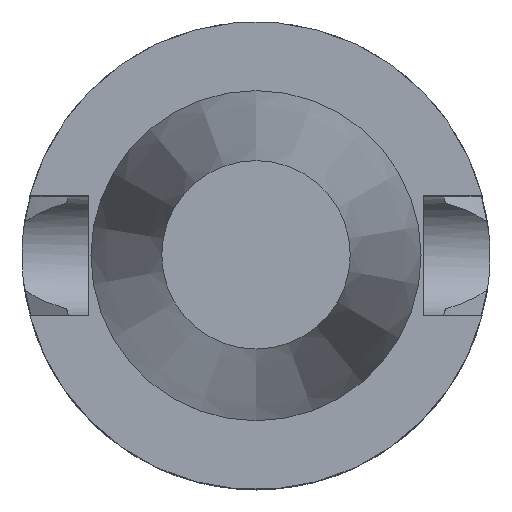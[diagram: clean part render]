
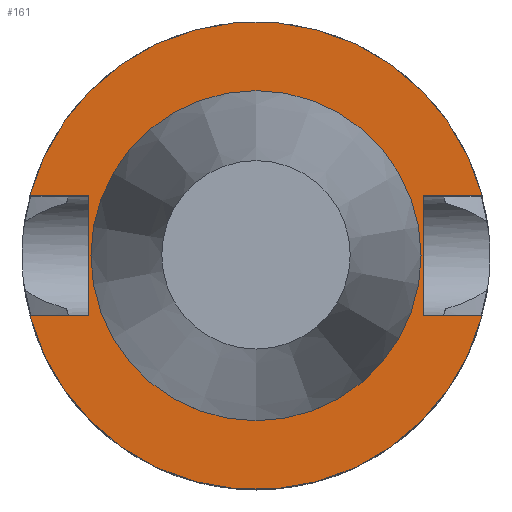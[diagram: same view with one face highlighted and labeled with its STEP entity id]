
A CAD part, top view. The second image highlights one B-rep face of the part: STEP entity #161.
In plain terms, the highlighted planar face has unit normal (0, 0, 1).
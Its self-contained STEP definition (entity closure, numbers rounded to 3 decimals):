
#139=EDGE_CURVE('240[2]',#380,#381,#382,.T.);
#156=EDGE_CURVE('240[2]',#405,#406,#407,.T.);
#161=ADVANCED_FACE('240[2]',(#414,#415),#416,.T.);
#216=EDGE_CURVE('240[2]',#405,#497,#498,.T.);
#238=EDGE_CURVE('240[2]',#526,#406,#527,.T.);
#242=EDGE_CURVE('240[2]',#410,#526,#532,.T.);
#266=EDGE_CURVE('240[2]',#566,#566,#567,.T.);
#279=EDGE_CURVE('240[2]',#497,#582,#583,.T.);
#295=EDGE_CURVE('240[2]',#582,#381,#600,.T.);
#310=EDGE_CURVE('240[2]',#380,#410,#618,.T.);
#380=VERTEX_POINT('',#728);
#381=VERTEX_POINT('',#729);
#382=CIRCLE('',#730,31.5);
#405=VERTEX_POINT('',#759);
#406=VERTEX_POINT('',#760);
#407=CIRCLE('',#761,31.5);
#410=VERTEX_POINT('',#765);
#414=FACE_OUTER_BOUND('',#771,.T.);
#415=FACE_BOUND('',#772,.T.);
#416=PLANE('',#773);
#497=VERTEX_POINT('',#1054);
#498=LINE('',#1055,#1056);
#526=VERTEX_POINT('',#1093);
#527=LINE('',#1094,#1095);
#532=LINE('',#1111,#1112);
#566=VERTEX_POINT('',#1180);
#567=CIRCLE('',#1181,22.225);
#582=VERTEX_POINT('',#1221);
#583=LINE('',#1222,#1223);
#600=LINE('',#1260,#1261);
#618=LINE('',#1286,#1287);
#728=CARTESIAN_POINT('',(-30.454,8.05,-1.));
#729=CARTESIAN_POINT('',(30.454,8.05,-1.));
#730=AXIS2_PLACEMENT_3D('',#1363,#1364,#1365);
#759=CARTESIAN_POINT('',(30.454,-8.05,-1.));
#760=CARTESIAN_POINT('',(-30.454,-8.05,-1.));
#761=AXIS2_PLACEMENT_3D('',#1402,#1403,#1404);
#765=CARTESIAN_POINT('',(-22.5,8.05,-1.));
#771=EDGE_LOOP('',(#1407,#1408,#1409,#1410,#1411,#1412,#1413,#1414));
#772=EDGE_LOOP('',(#1415));
#773=AXIS2_PLACEMENT_3D('',#1416,#1417,#1418);
#1054=CARTESIAN_POINT('',(22.5,-8.05,-1.));
#1055=CARTESIAN_POINT('',(11.25,-8.05,-1.));
#1056=VECTOR('',#1507,1.0);
#1093=CARTESIAN_POINT('',(-22.5,-8.05,-1.));
#1094=CARTESIAN_POINT('',(-11.25,-8.05,-1.));
#1095=VECTOR('',#1546,1.0);
#1111=CARTESIAN_POINT('',(-22.5,13.431,-1.));
#1112=VECTOR('',#1547,1.0);
#1180=CARTESIAN_POINT('',(0.,22.225,-1.));
#1181=AXIS2_PLACEMENT_3D('',#1572,#1573,#1574);
#1221=CARTESIAN_POINT('',(22.5,8.05,-1.));
#1222=CARTESIAN_POINT('',(22.5,13.431,-1.));
#1223=VECTOR('',#1586,1.0);
#1260=CARTESIAN_POINT('',(11.25,8.05,-1.));
#1261=VECTOR('',#1599,1.0);
#1286=CARTESIAN_POINT('',(-11.25,8.05,-1.));
#1287=VECTOR('',#1630,1.0);
#1363=CARTESIAN_POINT('',(0.,0.,-1.));
#1364=DIRECTION('',(0.,0.,-1.0));
#1365=DIRECTION('',(0.,1.0,0.));
#1402=CARTESIAN_POINT('',(0.,0.,-1.));
#1403=DIRECTION('',(0.,0.,-1.0));
#1404=DIRECTION('',(0.,1.0,0.));
#1407=ORIENTED_EDGE('',*,*,#238,.T.);
#1408=ORIENTED_EDGE('',*,*,#156,.F.);
#1409=ORIENTED_EDGE('',*,*,#216,.T.);
#1410=ORIENTED_EDGE('',*,*,#279,.T.);
#1411=ORIENTED_EDGE('',*,*,#295,.T.);
#1412=ORIENTED_EDGE('',*,*,#139,.F.);
#1413=ORIENTED_EDGE('',*,*,#310,.T.);
#1414=ORIENTED_EDGE('',*,*,#242,.T.);
#1415=ORIENTED_EDGE('',*,*,#266,.T.);
#1416=CARTESIAN_POINT('',(0.,26.863,-1.));
#1417=DIRECTION('',(0.,0.,1.0));
#1418=DIRECTION('',(1.0,0.,0.0));
#1507=DIRECTION('',(-1.0,0.,0.));
#1546=DIRECTION('',(-1.0,0.,0.));
#1547=DIRECTION('',(0.,-1.0,0.));
#1572=CARTESIAN_POINT('',(0.,0.,-1.));
#1573=DIRECTION('',(0.,0.,-1.0));
#1574=DIRECTION('',(0.,1.0,0.));
#1586=DIRECTION('',(0.,1.0,0.));
#1599=DIRECTION('',(1.0,0.,0.));
#1630=DIRECTION('',(1.0,0.,0.));
